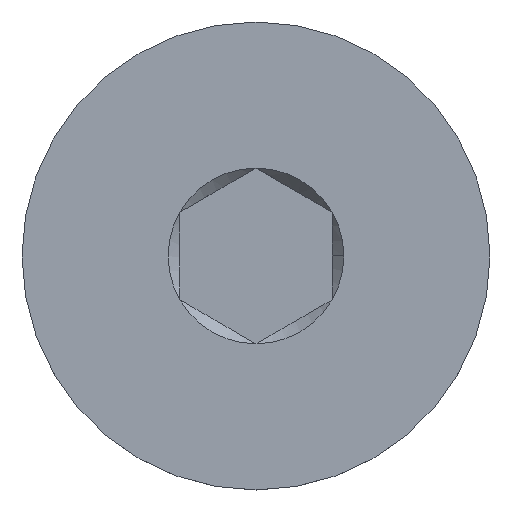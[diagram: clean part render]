
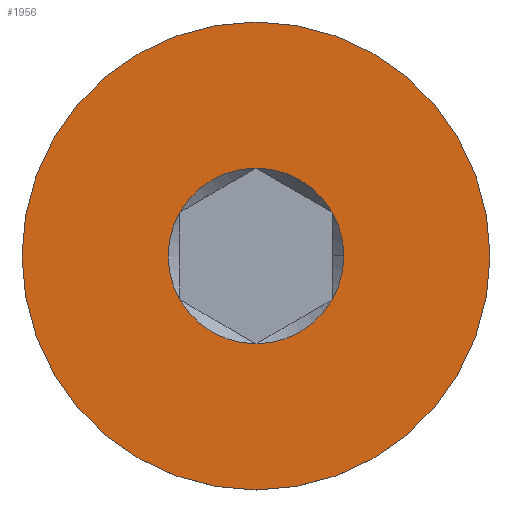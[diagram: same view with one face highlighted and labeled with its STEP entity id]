
A CAD part, top view. The second image highlights one B-rep face of the part: STEP entity #1956.
In plain terms, the highlighted planar face has unit normal (0, 0, 1).
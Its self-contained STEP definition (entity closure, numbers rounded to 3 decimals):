
#22 = DIRECTION ( 'NONE',  ( 0., 1., 0. ) ) ;
#25 = AXIS2_PLACEMENT_3D ( 'NONE', #1159, #1489, #1983 ) ;
#29 = DIRECTION ( 'NONE',  ( 1., 0., 0. ) ) ;
#39 = AXIS2_PLACEMENT_3D ( 'NONE', #1883, #225, #1865 ) ;
#48 = DIRECTION ( 'NONE',  ( 1., 0., 0. ) ) ;
#130 = VERTEX_POINT ( 'NONE', #438 ) ;
#154 = CARTESIAN_POINT ( 'NONE',  ( 0., 0., 2. ) ) ;
#166 = CIRCLE ( 'NONE', #834, 0.751 ) ;
#182 = CARTESIAN_POINT ( 'NONE',  ( 0., 0., 2. ) ) ;
#218 = DIRECTION ( 'NONE',  ( 0., 0., 1. ) ) ;
#221 = AXIS2_PLACEMENT_3D ( 'NONE', #551, #1520, #48 ) ;
#225 = DIRECTION ( 'NONE',  ( 0., 0., 1. ) ) ;
#232 = PLANE ( 'NONE',  #1049 ) ;
#253 = AXIS2_PLACEMENT_3D ( 'NONE', #154, #1306, #983 ) ;
#301 = CIRCLE ( 'NONE', #1264, 0.751 ) ;
#315 = ORIENTED_EDGE ( 'NONE', *, *, #1428, .F. ) ;
#334 = CIRCLE ( 'NONE', #25, 0.751 ) ;
#369 = VERTEX_POINT ( 'NONE', #1325 ) ;
#372 = VERTEX_POINT ( 'NONE', #1807 ) ;
#388 = EDGE_LOOP ( 'NONE', ( #867, #625 ) ) ;
#389 = EDGE_LOOP ( 'NONE', ( #2103, #817, #1726, #315, #1498, #709, #631 ) ) ;
#438 = CARTESIAN_POINT ( 'NONE',  ( 0., 0.751, 2. ) ) ;
#439 = EDGE_CURVE ( 'NONE', #372, #369, #788, .T. ) ;
#504 = CARTESIAN_POINT ( 'NONE',  ( 0.65, 0.375, 2. ) ) ;
#508 = CIRCLE ( 'NONE', #39, 0.751 ) ;
#511 = CARTESIAN_POINT ( 'NONE',  ( 0., 0., 2. ) ) ;
#551 = CARTESIAN_POINT ( 'NONE',  ( 0., 0., 2. ) ) ;
#572 = DIRECTION ( 'NONE',  ( 0., -1., 0. ) ) ;
#625 = ORIENTED_EDGE ( 'NONE', *, *, #1088, .F. ) ;
#631 = ORIENTED_EDGE ( 'NONE', *, *, #1858, .F. ) ;
#671 = CIRCLE ( 'NONE', #253, 2. ) ;
#677 = DIRECTION ( 'NONE',  ( 0., 0., 1. ) ) ;
#709 = ORIENTED_EDGE ( 'NONE', *, *, #1399, .F. ) ;
#788 = CIRCLE ( 'NONE', #1006, 2. ) ;
#799 = CARTESIAN_POINT ( 'NONE',  ( 0., -0.751, 2. ) ) ;
#817 = ORIENTED_EDGE ( 'NONE', *, *, #1469, .F. ) ;
#818 = EDGE_CURVE ( 'NONE', #1425, #130, #334, .T. ) ;
#829 = DIRECTION ( 'NONE',  ( 0., 0., 1. ) ) ;
#834 = AXIS2_PLACEMENT_3D ( 'NONE', #511, #1965, #848 ) ;
#848 = DIRECTION ( 'NONE',  ( 1., 0., 0. ) ) ;
#867 = ORIENTED_EDGE ( 'NONE', *, *, #439, .F. ) ;
#869 = CARTESIAN_POINT ( 'NONE',  ( 0., 0., 2. ) ) ;
#874 = FACE_OUTER_BOUND ( 'NONE', #388, .T. ) ;
#883 = VERTEX_POINT ( 'NONE', #799 ) ;
#897 = AXIS2_PLACEMENT_3D ( 'NONE', #1796, #829, #1960 ) ;
#898 = FACE_BOUND ( 'NONE', #389, .T. ) ;
#983 = DIRECTION ( 'NONE',  ( 0., 1., 0. ) ) ;
#1006 = AXIS2_PLACEMENT_3D ( 'NONE', #182, #1335, #22 ) ;
#1049 = AXIS2_PLACEMENT_3D ( 'NONE', #1207, #1556, #572 ) ;
#1065 = CIRCLE ( 'NONE', #221, 0.751 ) ;
#1088 = EDGE_CURVE ( 'NONE', #369, #372, #671, .T. ) ;
#1159 = CARTESIAN_POINT ( 'NONE',  ( 0., 0., 2. ) ) ;
#1178 = DIRECTION ( 'NONE',  ( 1., 0., 0. ) ) ;
#1187 = VERTEX_POINT ( 'NONE', #2110 ) ;
#1207 = CARTESIAN_POINT ( 'NONE',  ( 0., 0., 2. ) ) ;
#1252 = CARTESIAN_POINT ( 'NONE',  ( 0.751, 0., 2. ) ) ;
#1264 = AXIS2_PLACEMENT_3D ( 'NONE', #1321, #677, #29 ) ;
#1306 = DIRECTION ( 'NONE',  ( 0., 0., -1. ) ) ;
#1321 = CARTESIAN_POINT ( 'NONE',  ( 0., 0., 2. ) ) ;
#1325 = CARTESIAN_POINT ( 'NONE',  ( 0., -2., 2. ) ) ;
#1332 = CIRCLE ( 'NONE', #1375, 0.751 ) ;
#1335 = DIRECTION ( 'NONE',  ( 0., 0., -1. ) ) ;
#1375 = AXIS2_PLACEMENT_3D ( 'NONE', #869, #218, #1178 ) ;
#1399 = EDGE_CURVE ( 'NONE', #1522, #2000, #301, .T. ) ;
#1425 = VERTEX_POINT ( 'NONE', #504 ) ;
#1428 = EDGE_CURVE ( 'NONE', #883, #1187, #166, .T. ) ;
#1469 = EDGE_CURVE ( 'NONE', #2006, #1425, #2096, .T. ) ;
#1489 = DIRECTION ( 'NONE',  ( 0., 0., 1. ) ) ;
#1498 = ORIENTED_EDGE ( 'NONE', *, *, #1635, .F. ) ;
#1519 = EDGE_CURVE ( 'NONE', #1187, #2006, #1332, .T. ) ;
#1520 = DIRECTION ( 'NONE',  ( 0., 0., 1. ) ) ;
#1522 = VERTEX_POINT ( 'NONE', #1996 ) ;
#1556 = DIRECTION ( 'NONE',  ( 0., 0., 1. ) ) ;
#1587 = CARTESIAN_POINT ( 'NONE',  ( -0.65, -0.375, 2. ) ) ;
#1635 = EDGE_CURVE ( 'NONE', #2000, #883, #1065, .T. ) ;
#1726 = ORIENTED_EDGE ( 'NONE', *, *, #1519, .F. ) ;
#1796 = CARTESIAN_POINT ( 'NONE',  ( 0., 0., 2. ) ) ;
#1807 = CARTESIAN_POINT ( 'NONE',  ( 0., 2., 2. ) ) ;
#1858 = EDGE_CURVE ( 'NONE', #130, #1522, #508, .T. ) ;
#1865 = DIRECTION ( 'NONE',  ( 1., 0., 0. ) ) ;
#1883 = CARTESIAN_POINT ( 'NONE',  ( 0., 0., 2. ) ) ;
#1956 = ADVANCED_FACE ( 'NONE', ( #898, #874 ), #232, .T. ) ;
#1960 = DIRECTION ( 'NONE',  ( 1., 0., 0. ) ) ;
#1965 = DIRECTION ( 'NONE',  ( 0., 0., 1. ) ) ;
#1983 = DIRECTION ( 'NONE',  ( 1., 0., 0. ) ) ;
#1996 = CARTESIAN_POINT ( 'NONE',  ( -0.65, 0.375, 2. ) ) ;
#2000 = VERTEX_POINT ( 'NONE', #1587 ) ;
#2006 = VERTEX_POINT ( 'NONE', #1252 ) ;
#2096 = CIRCLE ( 'NONE', #897, 0.751 ) ;
#2103 = ORIENTED_EDGE ( 'NONE', *, *, #818, .F. ) ;
#2110 = CARTESIAN_POINT ( 'NONE',  ( 0.65, -0.375, 2. ) ) ;
